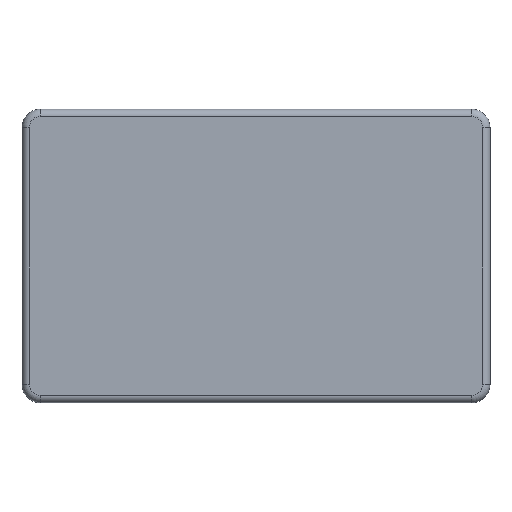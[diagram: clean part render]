
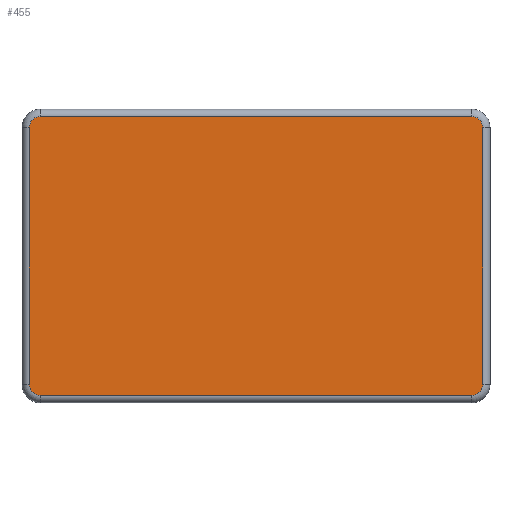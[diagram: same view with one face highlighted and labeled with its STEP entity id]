
A CAD part, top view. The second image highlights one B-rep face of the part: STEP entity #455.
In plain terms, the highlighted planar face has unit normal (0, 0, 1).
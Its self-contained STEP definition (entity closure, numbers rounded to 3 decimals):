
#26=PLANE('',#524);
#56=FACE_OUTER_BOUND('',#84,.T.);
#84=EDGE_LOOP('',(#406,#407,#408,#409,#410,#411,#412,#413));
#87=LINE('',#683,#123);
#110=LINE('',#777,#146);
#120=LINE('',#802,#156);
#121=LINE('',#804,#157);
#123=VECTOR('',#535,10.);
#146=VECTOR('',#632,10.);
#156=VECTOR('',#668,10.);
#157=VECTOR('',#671,10.);
#161=CIRCLE('',#476,0.6);
#163=CIRCLE('',#479,0.6);
#179=CIRCLE('',#506,0.6);
#184=CIRCLE('',#513,0.6);
#186=VERTEX_POINT('',#676);
#189=VERTEX_POINT('',#681);
#191=VERTEX_POINT('',#686);
#192=VERTEX_POINT('',#691);
#219=VERTEX_POINT('',#766);
#220=VERTEX_POINT('',#768);
#223=VERTEX_POINT('',#775);
#225=VERTEX_POINT('',#781);
#229=EDGE_CURVE('',#189,#186,#87,.T.);
#231=EDGE_CURVE('',#191,#189,#161,.T.);
#233=EDGE_CURVE('',#186,#192,#163,.T.);
#271=EDGE_CURVE('',#219,#220,#179,.T.);
#275=EDGE_CURVE('',#223,#219,#110,.T.);
#278=EDGE_CURVE('',#225,#223,#184,.T.);
#288=EDGE_CURVE('',#220,#191,#120,.T.);
#289=EDGE_CURVE('',#192,#225,#121,.T.);
#406=ORIENTED_EDGE('',*,*,#288,.F.);
#407=ORIENTED_EDGE('',*,*,#271,.F.);
#408=ORIENTED_EDGE('',*,*,#275,.F.);
#409=ORIENTED_EDGE('',*,*,#278,.F.);
#410=ORIENTED_EDGE('',*,*,#289,.F.);
#411=ORIENTED_EDGE('',*,*,#233,.F.);
#412=ORIENTED_EDGE('',*,*,#229,.F.);
#413=ORIENTED_EDGE('',*,*,#231,.F.);
#455=ADVANCED_FACE('',(#56),#26,.T.);
#476=AXIS2_PLACEMENT_3D('',#688,#540,#541);
#479=AXIS2_PLACEMENT_3D('',#692,#546,#547);
#506=AXIS2_PLACEMENT_3D('',#769,#622,#623);
#513=AXIS2_PLACEMENT_3D('',#783,#638,#639);
#524=AXIS2_PLACEMENT_3D('',#803,#669,#670);
#535=DIRECTION('',(0.,-1.,0.));
#540=DIRECTION('center_axis',(0.,0.,-1.));
#541=DIRECTION('ref_axis',(0.707,0.707,0.));
#546=DIRECTION('center_axis',(0.,0.,-1.));
#547=DIRECTION('ref_axis',(0.707,-0.707,0.));
#622=DIRECTION('center_axis',(0.,0.,-1.));
#623=DIRECTION('ref_axis',(-0.707,0.707,0.));
#632=DIRECTION('',(0.,1.,0.));
#638=DIRECTION('center_axis',(0.,0.,-1.));
#639=DIRECTION('ref_axis',(-0.707,-0.707,0.));
#668=DIRECTION('',(1.,0.,0.));
#669=DIRECTION('center_axis',(0.,0.,1.));
#670=DIRECTION('ref_axis',(1.,0.,0.));
#671=DIRECTION('',(-1.,0.,0.));
#676=CARTESIAN_POINT('',(12.35,-7.,2.25));
#681=CARTESIAN_POINT('',(12.35,7.,2.25));
#683=CARTESIAN_POINT('',(12.35,-3.5,2.25));
#686=CARTESIAN_POINT('',(11.75,7.6,2.25));
#688=CARTESIAN_POINT('Origin',(11.75,7.,2.25));
#691=CARTESIAN_POINT('',(11.75,-7.6,2.25));
#692=CARTESIAN_POINT('Origin',(11.75,-7.,2.25));
#766=CARTESIAN_POINT('',(-12.35,7.,2.25));
#768=CARTESIAN_POINT('',(-11.75,7.6,2.25));
#769=CARTESIAN_POINT('Origin',(-11.75,7.,2.25));
#775=CARTESIAN_POINT('',(-12.35,-7.,2.25));
#777=CARTESIAN_POINT('',(-12.35,3.5,2.25));
#781=CARTESIAN_POINT('',(-11.75,-7.6,2.25));
#783=CARTESIAN_POINT('Origin',(-11.75,-7.,2.25));
#802=CARTESIAN_POINT('',(3.45,7.6,2.25));
#803=CARTESIAN_POINT('Origin',(-4.75,0.,2.25));
#804=CARTESIAN_POINT('',(1.25,-7.6,2.25));
